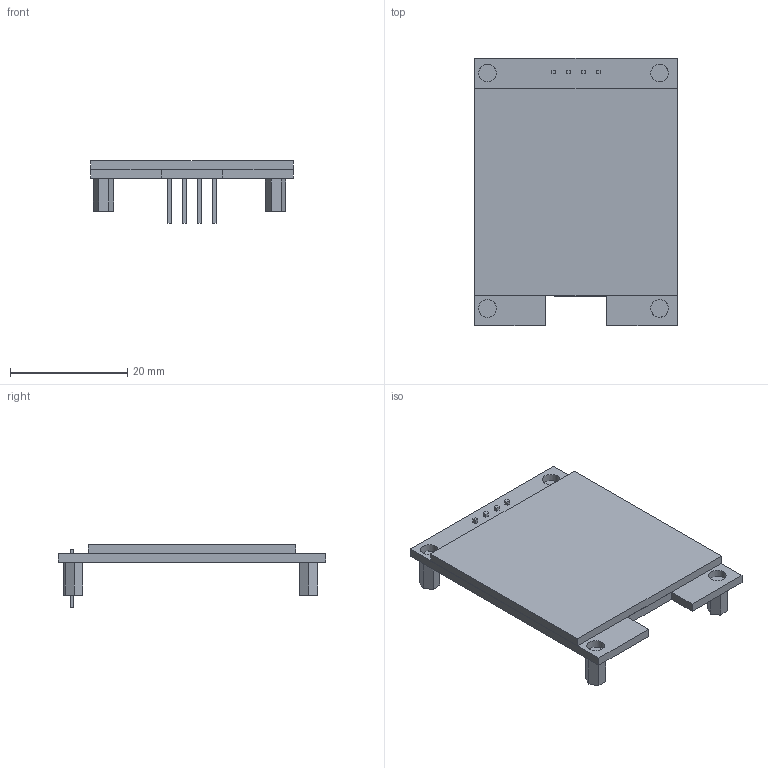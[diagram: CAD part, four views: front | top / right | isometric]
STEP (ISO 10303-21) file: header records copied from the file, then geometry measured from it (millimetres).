
FILE_DESCRIPTION(/* description */ (''),/* implementation_level */ '2;1');
FILE_NAME(/* name */ 'oledscreen.step',/* time_stamp */ '2023-09-08T19:55:11+03:00',/* author */ (''),/* organization */ (''),/* preprocessor_version */ 'ST-DEVELOPER v20',/* originating_system */ 'Autodesk Translation Framework v12.9.0.99',/* authorisation */ '');
FILE_SCHEMA (('AUTOMOTIVE_DESIGN { 1 0 10303 214 3 1 1 }'));
Length unit declared in the file: millimetre
Products named in the file (3): 8.09.2023_19:54; Bileşen1; Bileşen2
Assembly tree (2 placements, depth 2):
  8.09.2023_19:54
    Bileşen1
    Bileşen2
Bounding box: 34.5 x 45.5 x 10.7 mm (x, y, z)
Volume: 4259.2 mm3; surface area: 6327.6 mm2
Topology: 6 solids, 6 shells, 92 faces, 216 edges, 144 vertices
Faces by surface type: plane 88, cylinder 4
Full cylindrical faces by diameter (mm): 3 x4
Entity records: 2764 total; most frequent: CARTESIAN_POINT 458, ORIENTED_EDGE 432, DIRECTION 420, EDGE_CURVE 216, LINE 208, VECTOR 208, VERTEX_POINT 144, EDGE_LOOP 108
